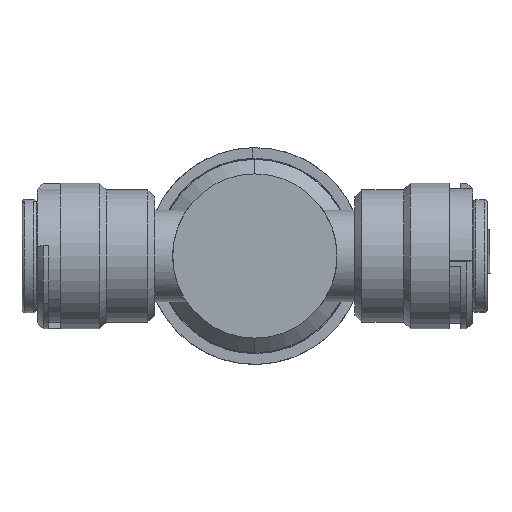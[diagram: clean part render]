
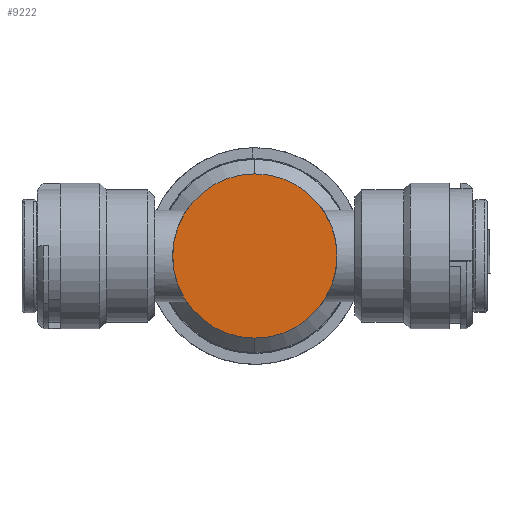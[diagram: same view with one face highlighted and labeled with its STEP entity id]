
A CAD part, front view. The second image highlights one B-rep face of the part: STEP entity #9222.
In plain terms, the highlighted planar face has unit normal (0, -1, 0).
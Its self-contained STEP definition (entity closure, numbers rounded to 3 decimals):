
#1002 = CARTESIAN_POINT ( 'NONE',  ( 0., 0., 8.45 ) ) ;
#1104 = CARTESIAN_POINT ( 'NONE',  ( 0., 0., 0. ) ) ;
#1113 = PLANE ( 'NONE',  #10074 ) ;
#1114 = DIRECTION ( 'NONE',  ( 0., 1., 0. ) ) ;
#1138 = DIRECTION ( 'NONE',  ( 0., 0., 1. ) ) ;
#1364 = AXIS2_PLACEMENT_3D ( 'NONE', #6047, #6034, #6031 ) ;
#1366 = AXIS2_PLACEMENT_3D ( 'NONE', #5053, #5038, #5056 ) ;
#2368 = CIRCLE ( 'NONE', #1364, 8.45 ) ;
#2407 = CIRCLE ( 'NONE', #1366, 8.45 ) ;
#5038 = DIRECTION ( 'NONE',  ( 0., 1., 0. ) ) ;
#5053 = CARTESIAN_POINT ( 'NONE',  ( 0., 0., 0. ) ) ;
#5056 = DIRECTION ( 'NONE',  ( 0., 0., 1. ) ) ;
#6031 = DIRECTION ( 'NONE',  ( 0., 0., 1. ) ) ;
#6034 = DIRECTION ( 'NONE',  ( 0., 1., 0. ) ) ;
#6047 = CARTESIAN_POINT ( 'NONE',  ( 0., 0., 0. ) ) ;
#8116 = CARTESIAN_POINT ( 'NONE',  ( 0., 0., -8.45 ) ) ;
#9222 = ADVANCED_FACE ( 'NONE', ( #15719 ), #1113, .F. ) ;
#9898 = VERTEX_POINT ( 'NONE', #1002 ) ;
#10074 = AXIS2_PLACEMENT_3D ( 'NONE', #1104, #1114, #1138 ) ;
#10760 = EDGE_CURVE ( 'NONE', #14626, #9898, #2368, .T. ) ;
#10780 = EDGE_CURVE ( 'NONE', #9898, #14626, #2407, .T. ) ;
#13081 = EDGE_LOOP ( 'NONE', ( #13963, #13974 ) ) ;
#13963 = ORIENTED_EDGE ( 'NONE', *, *, #10760, .F. ) ;
#13974 = ORIENTED_EDGE ( 'NONE', *, *, #10780, .F. ) ;
#14626 = VERTEX_POINT ( 'NONE', #8116 ) ;
#15719 = FACE_OUTER_BOUND ( 'NONE', #13081, .T. ) ;
